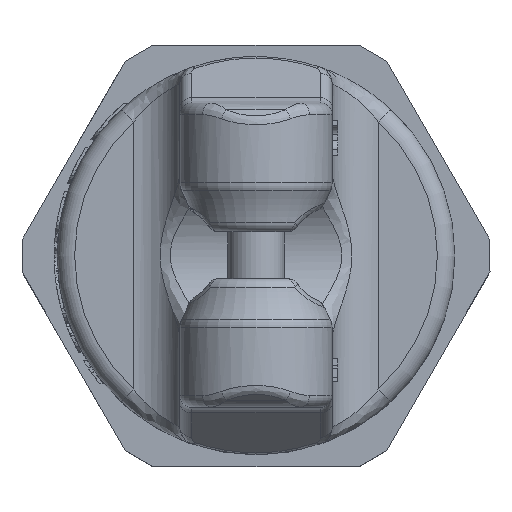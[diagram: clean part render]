
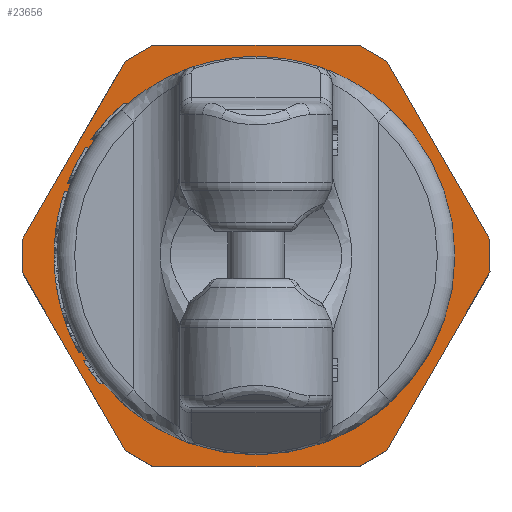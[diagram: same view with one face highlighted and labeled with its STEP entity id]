
A CAD part, top view. The second image highlights one B-rep face of the part: STEP entity #23656.
In plain terms, the highlighted planar face has unit normal (0, 0, 1).
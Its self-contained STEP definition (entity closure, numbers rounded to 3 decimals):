
#19607=DIRECTION('',(-0.866,-0.5,0.));
#19608=VECTOR('',#19607,2.718);
#19609=CARTESIAN_POINT('',(-8.823,18.,8.5));
#19610=LINE('',#19609,#19608);
#19611=DIRECTION('',(-1.,0.,0.));
#19612=VECTOR('',#19611,17.646);
#19613=CARTESIAN_POINT('',(8.823,18.,8.5));
#19614=LINE('',#19613,#19612);
#19615=DIRECTION('',(-0.866,0.5,0.));
#19616=VECTOR('',#19615,2.718);
#19617=CARTESIAN_POINT('',(11.177,16.641,8.5));
#19618=LINE('',#19617,#19616);
#19619=DIRECTION('',(-0.5,0.866,0.));
#19620=VECTOR('',#19619,17.646);
#19621=CARTESIAN_POINT('',(20.,1.359,8.5));
#19622=LINE('',#19621,#19620);
#19623=DIRECTION('',(0.,1.,0.));
#19624=VECTOR('',#19623,2.718);
#19625=CARTESIAN_POINT('',(20.,-1.359,8.5));
#19626=LINE('',#19625,#19624);
#19627=DIRECTION('',(0.5,0.866,0.));
#19628=VECTOR('',#19627,17.646);
#19629=CARTESIAN_POINT('',(11.177,-16.641,8.5));
#19630=LINE('',#19629,#19628);
#19631=DIRECTION('',(0.866,0.5,0.));
#19632=VECTOR('',#19631,2.718);
#19633=CARTESIAN_POINT('',(8.823,-18.,8.5));
#19634=LINE('',#19633,#19632);
#19635=DIRECTION('',(1.,0.,0.));
#19636=VECTOR('',#19635,17.646);
#19637=CARTESIAN_POINT('',(-8.823,-18.,8.5));
#19638=LINE('',#19637,#19636);
#19639=DIRECTION('',(0.866,-0.5,0.));
#19640=VECTOR('',#19639,2.718);
#19641=CARTESIAN_POINT('',(-11.177,-16.641,8.5));
#19642=LINE('',#19641,#19640);
#19643=DIRECTION('',(0.5,-0.866,0.));
#19644=VECTOR('',#19643,17.646);
#19645=CARTESIAN_POINT('',(-20.,-1.359,8.5));
#19646=LINE('',#19645,#19644);
#19647=DIRECTION('',(0.,-1.,0.));
#19648=VECTOR('',#19647,2.718);
#19649=CARTESIAN_POINT('',(-20.,1.359,8.5));
#19650=LINE('',#19649,#19648);
#19651=DIRECTION('',(-0.5,-0.866,0.));
#19652=VECTOR('',#19651,17.646);
#19653=CARTESIAN_POINT('',(-11.177,16.641,8.5));
#19654=LINE('',#19653,#19652);
#22339=CARTESIAN_POINT('',(-8.823,18.,8.5));
#22340=CARTESIAN_POINT('',(-11.177,16.641,8.5));
#22341=VERTEX_POINT('',#22339);
#22342=VERTEX_POINT('',#22340);
#22343=CARTESIAN_POINT('',(-20.,1.359,8.5));
#22344=VERTEX_POINT('',#22343);
#22345=CARTESIAN_POINT('',(-20.,-1.359,8.5));
#22346=VERTEX_POINT('',#22345);
#22347=CARTESIAN_POINT('',(-11.177,-16.641,8.5));
#22348=VERTEX_POINT('',#22347);
#22349=CARTESIAN_POINT('',(-8.823,-18.,8.5));
#22350=VERTEX_POINT('',#22349);
#22351=CARTESIAN_POINT('',(8.823,-18.,8.5));
#22352=VERTEX_POINT('',#22351);
#22353=CARTESIAN_POINT('',(11.177,-16.641,8.5));
#22354=VERTEX_POINT('',#22353);
#22355=CARTESIAN_POINT('',(20.,-1.359,8.5));
#22356=VERTEX_POINT('',#22355);
#22357=CARTESIAN_POINT('',(20.,1.359,8.5));
#22358=VERTEX_POINT('',#22357);
#22359=CARTESIAN_POINT('',(11.177,16.641,8.5));
#22360=VERTEX_POINT('',#22359);
#22361=CARTESIAN_POINT('',(8.823,18.,8.5));
#22362=VERTEX_POINT('',#22361);
#23637=CARTESIAN_POINT('',(0.,0.,8.5));
#23638=DIRECTION('',(0.,0.,1.));
#23639=DIRECTION('',(1.,0.,0.));
#23640=AXIS2_PLACEMENT_3D('',#23637,#23638,#23639);
#23641=PLANE('',#23640);
#23642=ORIENTED_EDGE('',*,*,#23365,.F.);
#23643=ORIENTED_EDGE('',*,*,#23380,.F.);
#23644=ORIENTED_EDGE('',*,*,#23394,.F.);
#23645=ORIENTED_EDGE('',*,*,#23408,.F.);
#23646=ORIENTED_EDGE('',*,*,#23422,.F.);
#23647=ORIENTED_EDGE('',*,*,#23436,.F.);
#23648=ORIENTED_EDGE('',*,*,#23450,.F.);
#23649=ORIENTED_EDGE('',*,*,#23464,.F.);
#23650=ORIENTED_EDGE('',*,*,#23580,.F.);
#23651=ORIENTED_EDGE('',*,*,#23594,.F.);
#23652=ORIENTED_EDGE('',*,*,#23618,.F.);
#23653=ORIENTED_EDGE('',*,*,#23631,.F.);
#23654=EDGE_LOOP('',(#23642,#23643,#23644,#23645,#23646,#23647,#23648,#23649,
#23650,#23651,#23652,#23653));
#23655=FACE_OUTER_BOUND('',#23654,.F.);
#23656=ADVANCED_FACE('',(#23655),#23641,.T.);
#23365=EDGE_CURVE('',#22341,#22342,#19610,.T.);
#23380=EDGE_CURVE('',#22362,#22341,#19614,.T.);
#23394=EDGE_CURVE('',#22360,#22362,#19618,.T.);
#23408=EDGE_CURVE('',#22358,#22360,#19622,.T.);
#23422=EDGE_CURVE('',#22356,#22358,#19626,.T.);
#23436=EDGE_CURVE('',#22354,#22356,#19630,.T.);
#23450=EDGE_CURVE('',#22352,#22354,#19634,.T.);
#23464=EDGE_CURVE('',#22350,#22352,#19638,.T.);
#23580=EDGE_CURVE('',#22348,#22350,#19642,.T.);
#23594=EDGE_CURVE('',#22346,#22348,#19646,.T.);
#23618=EDGE_CURVE('',#22344,#22346,#19650,.T.);
#23631=EDGE_CURVE('',#22342,#22344,#19654,.T.);
